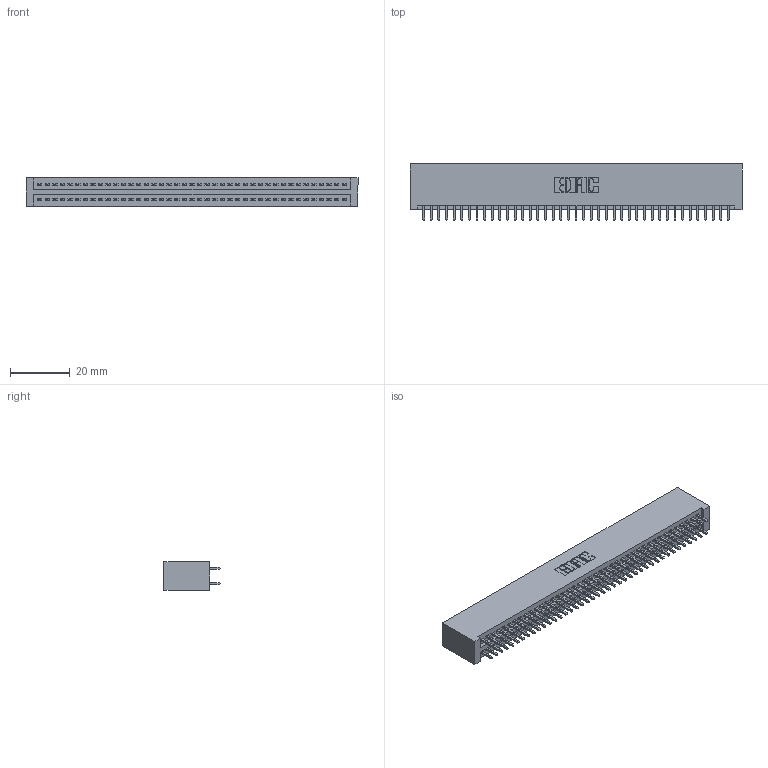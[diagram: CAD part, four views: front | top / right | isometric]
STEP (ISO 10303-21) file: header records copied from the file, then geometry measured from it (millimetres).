
FILE_DESCRIPTION (( 'STEP AP203' ), '1' );
FILE_NAME ('395-082-521-201.STEP', '2019-10-25T05:53:43', ( '' ), ( '' ), 'SwSTEP 2.0', 'SolidWorks 2016', '' );
FILE_SCHEMA (( 'CONFIG_CONTROL_DESIGN' ));
Length unit declared in the file: inch
Products named in the file (3): 345 Part_No Mounting Lugs; 345-292-001_345-293-121; 395-082-521-201
Assembly tree (83 placements, depth 2):
  395-082-521-201
    345 Part_No Mounting Lugs
    345-292-001_345-293-121  x82
Bounding box: 110.74 x 18.72 x 9.4 mm (x, y, z)
Volume: 11330.9 mm3; surface area: 16815.1 mm2
Topology: 83 solids, 83 shells, 4218 faces, 12535 edges, 8246 vertices
Faces by surface type: plane 2782, cylinder 1436
Entity records: 32045 total; most frequent: CARTESIAN_POINT 5372, ORIENTED_EDGE 5306, DIRECTION 4733, EDGE_CURVE 2653, LINE 2365, VECTOR 2365, VERTEX_POINT 1766, AXIS2_PLACEMENT_3D 1184
